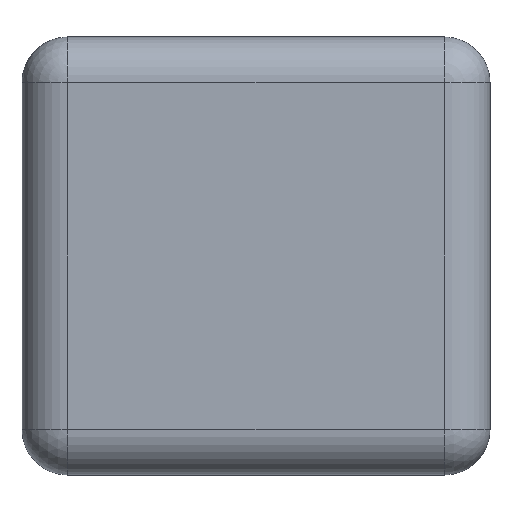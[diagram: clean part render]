
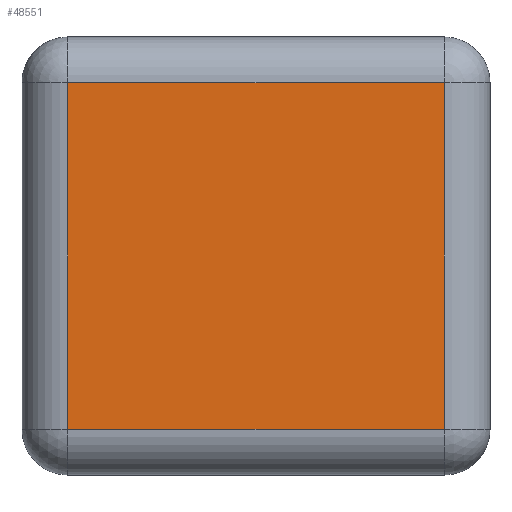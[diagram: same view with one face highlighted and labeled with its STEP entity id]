
A CAD part, front view. The second image highlights one B-rep face of the part: STEP entity #48551.
In plain terms, the highlighted planar face has unit normal (0, -1, 0).
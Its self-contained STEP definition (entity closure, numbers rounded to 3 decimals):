
#1678 = VERTEX_POINT ( 'NONE', #59804 ) ;
#5222 = CARTESIAN_POINT ( 'NONE',  ( 329.865, -161.41, -303.614 ) ) ;
#7072 = DIRECTION ( 'NONE',  ( 1., 0., 0. ) ) ;
#9226 = CARTESIAN_POINT ( 'NONE',  ( -329.865, -161.41, 303.614 ) ) ;
#10990 = EDGE_CURVE ( 'NONE', #73408, #1678, #52869, .T. ) ;
#12193 = LINE ( 'NONE', #12575, #18792 ) ;
#12575 = CARTESIAN_POINT ( 'NONE',  ( 409.865, -161.41, -303.614 ) ) ;
#13310 = DIRECTION ( 'NONE',  ( 0., 1., 0. ) ) ;
#17277 = CARTESIAN_POINT ( 'NONE',  ( -409.865, -161.41, 303.614 ) ) ;
#18792 = VECTOR ( 'NONE', #7072, 1000. ) ;
#20033 = ORIENTED_EDGE ( 'NONE', *, *, #28165, .T. ) ;
#20497 = ORIENTED_EDGE ( 'NONE', *, *, #10990, .T. ) ;
#22928 = VERTEX_POINT ( 'NONE', #38631 ) ;
#28165 = EDGE_CURVE ( 'NONE', #1678, #66941, #47151, .T. ) ;
#28312 = ORIENTED_EDGE ( 'NONE', *, *, #39724, .T. ) ;
#28896 = DIRECTION ( 'NONE',  ( 0., 0., 1. ) ) ;
#38631 = CARTESIAN_POINT ( 'NONE',  ( -329.865, -161.41, -303.614 ) ) ;
#39724 = EDGE_CURVE ( 'NONE', #22928, #73408, #12193, .T. ) ;
#40339 = ORIENTED_EDGE ( 'NONE', *, *, #64063, .T. ) ;
#44348 = FACE_OUTER_BOUND ( 'NONE', #65980, .T. ) ;
#44789 = CARTESIAN_POINT ( 'NONE',  ( -329.865, -161.41, -383.614 ) ) ;
#45020 = VECTOR ( 'NONE', #28896, 1000. ) ;
#47151 = LINE ( 'NONE', #17277, #57020 ) ;
#48107 = AXIS2_PLACEMENT_3D ( 'NONE', #67174, #13310, #73445 ) ;
#48551 = ADVANCED_FACE ( 'NONE', ( #44348 ), #56170, .F. ) ;
#52869 = LINE ( 'NONE', #65437, #45020 ) ;
#56170 = PLANE ( 'NONE',  #48107 ) ;
#57020 = VECTOR ( 'NONE', #58185, 1000. ) ;
#58185 = DIRECTION ( 'NONE',  ( -1., 0., 0. ) ) ;
#59804 = CARTESIAN_POINT ( 'NONE',  ( 329.865, -161.41, 303.614 ) ) ;
#64063 = EDGE_CURVE ( 'NONE', #66941, #22928, #75817, .T. ) ;
#64597 = VECTOR ( 'NONE', #69923, 1000. ) ;
#65437 = CARTESIAN_POINT ( 'NONE',  ( 329.865, -161.41, 383.614 ) ) ;
#65980 = EDGE_LOOP ( 'NONE', ( #20497, #20033, #40339, #28312 ) ) ;
#66941 = VERTEX_POINT ( 'NONE', #9226 ) ;
#67174 = CARTESIAN_POINT ( 'NONE',  ( 0., -161.41, 0. ) ) ;
#69923 = DIRECTION ( 'NONE',  ( 0., 0., -1. ) ) ;
#73408 = VERTEX_POINT ( 'NONE', #5222 ) ;
#73445 = DIRECTION ( 'NONE',  ( 0., 0., 1. ) ) ;
#75817 = LINE ( 'NONE', #44789, #64597 ) ;
